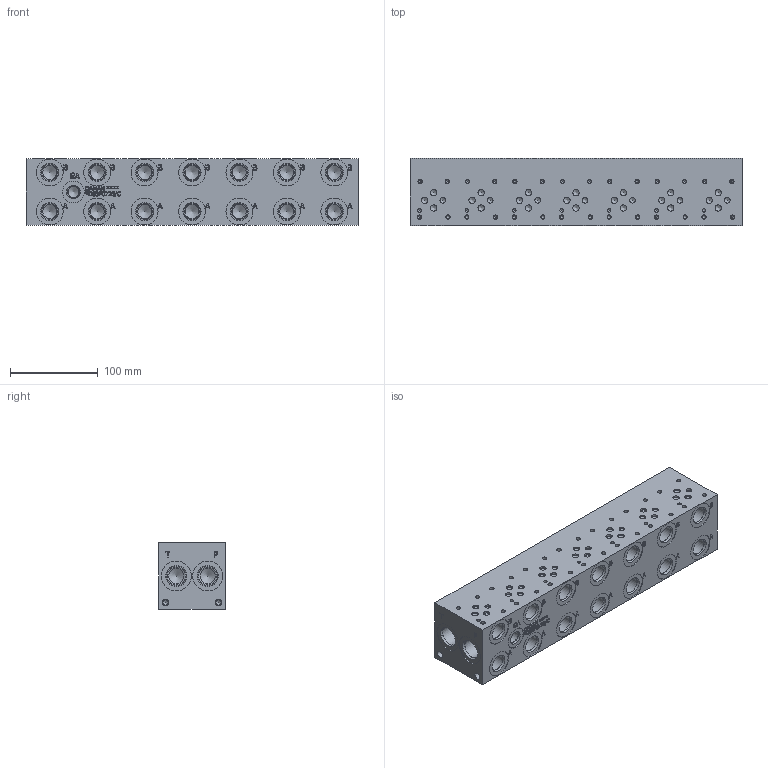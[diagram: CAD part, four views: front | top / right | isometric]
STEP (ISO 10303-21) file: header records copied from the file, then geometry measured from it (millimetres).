
FILE_DESCRIPTION(/* description */ (''),/* implementation_level */ '2;1');
FILE_NAME(/* name */ '_D03P072S_C.stp',/* time_stamp */ '2022-10-17T16:57:38-04:00',/* author */ ('bobbyh'),/* organization */ (''),/* preprocessor_version */ 'ST-DEVELOPER v18',/* originating_system */ 'Autodesk Inventor 2020',/* authorisation */ '');
FILE_SCHEMA (('AUTOMOTIVE_DESIGN { 1 0 10303 214 3 1 1 }'));
Length unit declared in the file: millimetre
Products named in the file (1): Part_AD03P072S_C_3D
Bounding box: 377.82 x 76.2 x 76.2 mm (x, y, z)
Volume: 2024598 mm3; surface area: 167817.5 mm2
Topology: 1 solids, 1 shells, 1120 faces, 3071 edges, 2096 vertices
Faces by surface type: plane 534, bspline 238, cylinder 200, cone 148
Full cylindrical faces by diameter (mm): 3.785 x28, 3.962 x7, 4.826 x28, 6.35 x7, 6.528 x4, 7.137 x21, 7.925 x4, 12.294 x1, 12.9 x1, 14.275 x1, 14.29 x1, 14.529 x1, 15.875 x14, 15.9 x1, 17.475 x4, 17.501 x14, 19.05 x14, 19.253 x14, 20.447 x4, 20.62 x1, 22.23 x5, 22.54 x1, 22.555 x4, 25.019 x1, 30.16 x1, 30.632 x14, 34.138 x4
Entity records: 37398 total; most frequent: CARTESIAN_POINT 9295, ORIENTED_EDGE 5968, DIRECTION 5029, EDGE_CURVE 2984, VERTEX_POINT 2096, LINE 1753, VECTOR 1753, AXIS2_PLACEMENT_3D 1638
